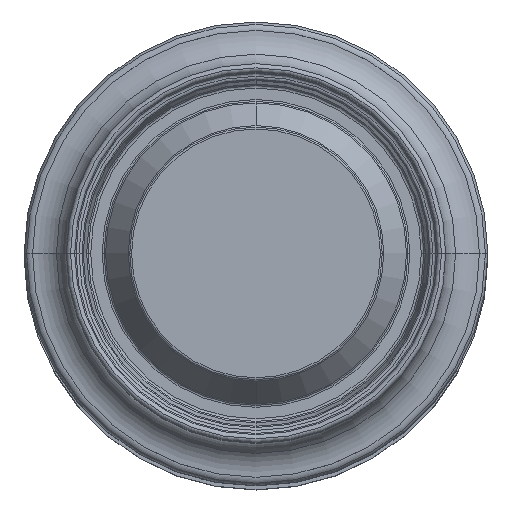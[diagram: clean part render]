
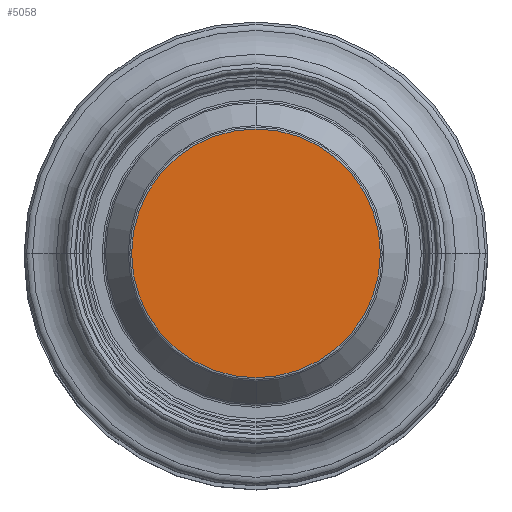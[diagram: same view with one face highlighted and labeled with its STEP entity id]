
A CAD part, top view. The second image highlights one B-rep face of the part: STEP entity #5058.
In plain terms, the highlighted planar face has unit normal (0, 0, 1).
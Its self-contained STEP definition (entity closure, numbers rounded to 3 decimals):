
#1185=CARTESIAN_POINT('',(0.,0.,325.));
#1186=DIRECTION('',(0.,0.,1.));
#1187=DIRECTION('',(-1.,0.,0.));
#1188=AXIS2_PLACEMENT_3D('',#1185,#1186,#1187);
#1193=CARTESIAN_POINT('',(0.,0.,325.));
#1194=DIRECTION('',(0.,0.,1.));
#1195=DIRECTION('',(0.,1.,0.));
#1196=AXIS2_PLACEMENT_3D('',#1193,#1194,#1195);
#1201=CARTESIAN_POINT('',(0.,0.,325.));
#1202=DIRECTION('',(0.,0.,1.));
#1203=DIRECTION('',(1.,0.,0.));
#1204=AXIS2_PLACEMENT_3D('',#1201,#1202,#1203);
#1209=CARTESIAN_POINT('',(0.,0.,325.));
#1210=DIRECTION('',(0.,0.,1.));
#1211=DIRECTION('',(0.,-1.,0.));
#1212=AXIS2_PLACEMENT_3D('',#1209,#1210,#1211);
#3869=CARTESIAN_POINT('',(-14.75,0.,325.));
#3870=VERTEX_POINT('',#3869);
#3871=CARTESIAN_POINT('',(14.75,0.,325.));
#3872=VERTEX_POINT('',#3871);
#3873=CARTESIAN_POINT('',(0.,14.75,325.));
#3874=VERTEX_POINT('',#3873);
#3875=CARTESIAN_POINT('',(0.,-14.75,325.));
#3876=VERTEX_POINT('',#3875);
#5045=CARTESIAN_POINT('',(0.,0.,325.));
#5046=DIRECTION('',(0.,0.,1.));
#5047=DIRECTION('',(0.,1.,0.));
#5048=AXIS2_PLACEMENT_3D('',#5045,#5046,#5047);
#5049=PLANE('',#5048);
#5051=ORIENTED_EDGE('',*,*,#5050,.F.);
#5052=ORIENTED_EDGE('',*,*,#5035,.F.);
#5053=ORIENTED_EDGE('',*,*,#5033,.F.);
#5055=ORIENTED_EDGE('',*,*,#5054,.F.);
#5056=EDGE_LOOP('',(#5051,#5052,#5053,#5055));
#5057=FACE_OUTER_BOUND('',#5056,.F.);
#1189=CIRCLE('',#1188,14.75);
#1197=CIRCLE('',#1196,14.75);
#1205=CIRCLE('',#1204,14.75);
#1213=CIRCLE('',#1212,14.75);
#5033=EDGE_CURVE('',#3872,#3874,#1205,.T.);
#5035=EDGE_CURVE('',#3874,#3870,#1197,.T.);
#5050=EDGE_CURVE('',#3870,#3876,#1189,.T.);
#5054=EDGE_CURVE('',#3876,#3872,#1213,.T.);
#5058=ADVANCED_FACE('',(#5057),#5049,.T.);
